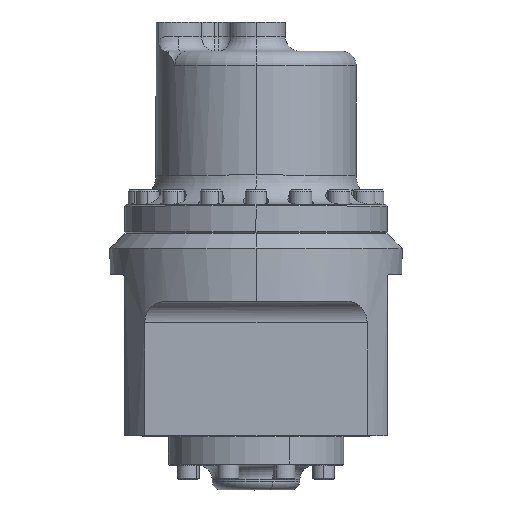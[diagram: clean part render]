
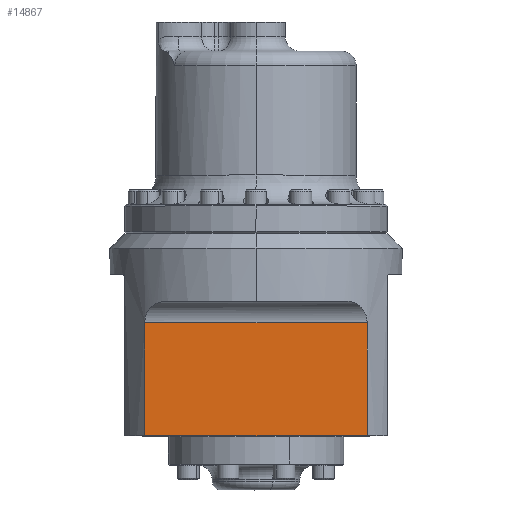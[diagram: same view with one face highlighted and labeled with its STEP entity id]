
A CAD part, top view. The second image highlights one B-rep face of the part: STEP entity #14867.
In plain terms, the highlighted planar face has unit normal (0, 0, 1).
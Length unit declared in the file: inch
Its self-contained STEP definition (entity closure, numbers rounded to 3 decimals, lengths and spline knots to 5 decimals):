
#28 = CARTESIAN_POINT ( 'NONE',  ( 1.89984, 0., 1.625 ) ) ;
#114 = CARTESIAN_POINT ( 'NONE',  ( -1.89984, 0., 1.625 ) ) ;
#258 = EDGE_LOOP ( 'NONE', ( #7000, #6999, #6998, #6997 ) ) ;
#551 = CARTESIAN_POINT ( 'NONE',  ( 2.5, 0., 1.625 ) ) ;
#553 = PLANE ( 'NONE',  #19995 ) ;
#555 = DIRECTION ( 'NONE',  ( 0., 0., -1. ) ) ;
#556 = DIRECTION ( 'NONE',  ( -1., 0., 0. ) ) ;
#1507 = FACE_OUTER_BOUND ( 'NONE', #258, .T. ) ;
#6997 = ORIENTED_EDGE ( 'NONE', *, *, #17500, .T. ) ;
#6998 = ORIENTED_EDGE ( 'NONE', *, *, #17275, .T. ) ;
#6999 = ORIENTED_EDGE ( 'NONE', *, *, #17489, .T. ) ;
#7000 = ORIENTED_EDGE ( 'NONE', *, *, #17477, .T. ) ;
#9203 = CARTESIAN_POINT ( 'NONE',  ( 1.89984, 3.9505, 1.625 ) ) ;
#9207 = DIRECTION ( 'NONE',  ( 0., 1., 0. ) ) ;
#9936 = CARTESIAN_POINT ( 'NONE',  ( -1.89984, 3.9505, 1.625 ) ) ;
#9945 = DIRECTION ( 'NONE',  ( 0., -1., 0. ) ) ;
#10023 = LINE ( 'NONE', #9203, #10030 ) ;
#10030 = VECTOR ( 'NONE', #9207, 39.37008 ) ;
#10305 = LINE ( 'NONE', #9936, #10308 ) ;
#10308 = VECTOR ( 'NONE', #9945, 39.37008 ) ;
#10320 = LINE ( 'NONE', #10829, #10322 ) ;
#10322 = VECTOR ( 'NONE', #10830, 39.37008 ) ;
#10334 = LINE ( 'NONE', #10869, #10337 ) ;
#10337 = VECTOR ( 'NONE', #10870, 39.37008 ) ;
#10829 = CARTESIAN_POINT ( 'NONE',  ( -2.5, 0., 1.625 ) ) ;
#10830 = DIRECTION ( 'NONE',  ( 1., 0., 0. ) ) ;
#10869 = CARTESIAN_POINT ( 'NONE',  ( 2.5, 1.93, 1.625 ) ) ;
#10870 = DIRECTION ( 'NONE',  ( -1., 0., 0. ) ) ;
#12245 = VERTEX_POINT ( 'NONE', #28 ) ;
#12267 = VERTEX_POINT ( 'NONE', #114 ) ;
#12548 = VERTEX_POINT ( 'NONE', #16290 ) ;
#12595 = VERTEX_POINT ( 'NONE', #16458 ) ;
#14867 = ADVANCED_FACE ( 'NONE', ( #1507 ), #553, .F. ) ;
#16290 = CARTESIAN_POINT ( 'NONE',  ( 1.89984, 1.93, 1.625 ) ) ;
#16458 = CARTESIAN_POINT ( 'NONE',  ( -1.89984, 1.93, 1.625 ) ) ;
#17275 = EDGE_CURVE ( 'NONE', #12245, #12548, #10023, .T. ) ;
#17477 = EDGE_CURVE ( 'NONE', #12595, #12267, #10305, .T. ) ;
#17489 = EDGE_CURVE ( 'NONE', #12267, #12245, #10320, .T. ) ;
#17500 = EDGE_CURVE ( 'NONE', #12548, #12595, #10334, .T. ) ;
#19995 = AXIS2_PLACEMENT_3D ( 'NONE', #551, #555, #556 ) ;
